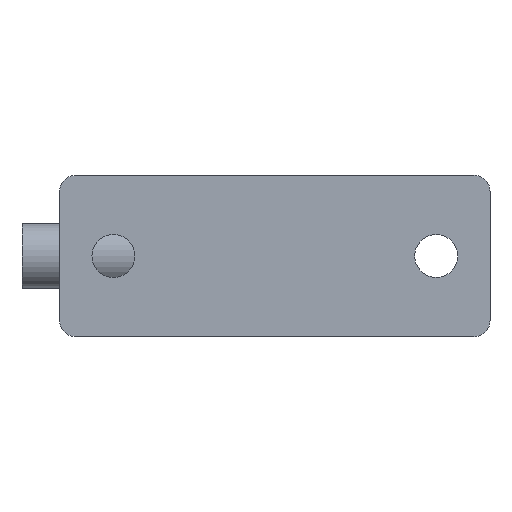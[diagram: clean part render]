
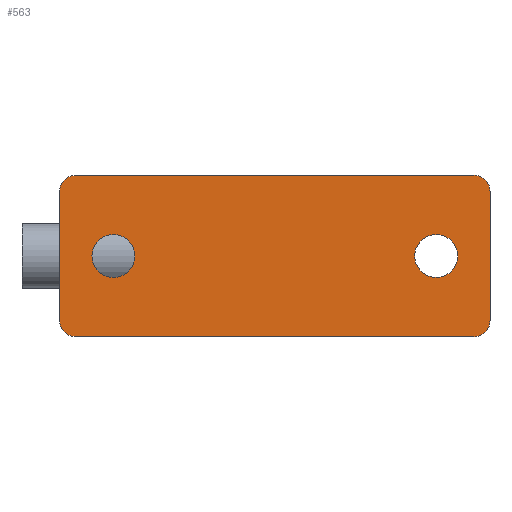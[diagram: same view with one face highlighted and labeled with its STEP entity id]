
A CAD part, left-side view. The second image highlights one B-rep face of the part: STEP entity #563.
In plain terms, the highlighted planar face has unit normal (-1, 0, 0).
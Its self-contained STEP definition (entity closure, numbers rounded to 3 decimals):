
#2 = DIRECTION ( 'NONE',  ( 1., 0., 0. ) ) ;
#5 = CARTESIAN_POINT ( 'NONE',  ( 0., -37., -15. ) ) ;
#19 = CARTESIAN_POINT ( 'NONE',  ( 0., 37., -15. ) ) ;
#24 = ORIENTED_EDGE ( 'NONE', *, *, #463, .F. ) ;
#29 = ORIENTED_EDGE ( 'NONE', *, *, #383, .F. ) ;
#36 = DIRECTION ( 'NONE',  ( 0., 0., -1. ) ) ;
#37 = ORIENTED_EDGE ( 'NONE', *, *, #68, .T. ) ;
#40 = ORIENTED_EDGE ( 'NONE', *, *, #510, .F. ) ;
#52 = EDGE_CURVE ( 'NONE', #641, #518, #571, .T. ) ;
#60 = CARTESIAN_POINT ( 'NONE',  ( 0., 30., 4. ) ) ;
#68 = EDGE_CURVE ( 'NONE', #654, #82, #597, .T. ) ;
#76 = DIRECTION ( 'NONE',  ( 0., 0., -1. ) ) ;
#80 = LINE ( 'NONE', #307, #477 ) ;
#82 = VERTEX_POINT ( 'NONE', #261 ) ;
#87 = EDGE_CURVE ( 'NONE', #350, #253, #102, .T. ) ;
#92 = CARTESIAN_POINT ( 'NONE',  ( 0., 30., 0. ) ) ;
#93 = CARTESIAN_POINT ( 'NONE',  ( 0., -30., -4. ) ) ;
#98 = DIRECTION ( 'NONE',  ( 0., 0., -1. ) ) ;
#102 = LINE ( 'NONE', #502, #309 ) ;
#105 = ORIENTED_EDGE ( 'NONE', *, *, #324, .F. ) ;
#112 = CARTESIAN_POINT ( 'NONE',  ( 0., 37., -12. ) ) ;
#132 = EDGE_CURVE ( 'NONE', #82, #654, #709, .T. ) ;
#138 = DIRECTION ( 'NONE',  ( 0., 0., -1. ) ) ;
#146 = CARTESIAN_POINT ( 'NONE',  ( 0., -40., 12. ) ) ;
#149 = ORIENTED_EDGE ( 'NONE', *, *, #171, .T. ) ;
#155 = CIRCLE ( 'NONE', #635, 3. ) ;
#156 = DIRECTION ( 'NONE',  ( 0., -1., 0. ) ) ;
#170 = VECTOR ( 'NONE', #98, 1000. ) ;
#171 = EDGE_CURVE ( 'NONE', #518, #641, #438, .T. ) ;
#174 = VERTEX_POINT ( 'NONE', #740 ) ;
#175 = CARTESIAN_POINT ( 'NONE',  ( 0., -30., 4. ) ) ;
#178 = CARTESIAN_POINT ( 'NONE',  ( 0., 40., 12. ) ) ;
#192 = LINE ( 'NONE', #585, #331 ) ;
#197 = CARTESIAN_POINT ( 'NONE',  ( 0., -37., -12. ) ) ;
#198 = EDGE_LOOP ( 'NONE', ( #296, #574, #24, #29, #371, #105, #411, #40 ) ) ;
#223 = DIRECTION ( 'NONE',  ( 1., 0., 0. ) ) ;
#235 = CARTESIAN_POINT ( 'NONE',  ( 0., -30., 0. ) ) ;
#249 = ORIENTED_EDGE ( 'NONE', *, *, #52, .T. ) ;
#253 = VERTEX_POINT ( 'NONE', #560 ) ;
#258 = FACE_OUTER_BOUND ( 'NONE', #198, .T. ) ;
#261 = CARTESIAN_POINT ( 'NONE',  ( 0., 30., -4. ) ) ;
#262 = LINE ( 'NONE', #146, #170 ) ;
#263 = AXIS2_PLACEMENT_3D ( 'NONE', #690, #223, #681 ) ;
#268 = CARTESIAN_POINT ( 'NONE',  ( 0., 40., -12. ) ) ;
#283 = DIRECTION ( 'NONE',  ( 1., 0., 0. ) ) ;
#296 = ORIENTED_EDGE ( 'NONE', *, *, #362, .F. ) ;
#307 = CARTESIAN_POINT ( 'NONE',  ( 0., 37., -15. ) ) ;
#309 = VECTOR ( 'NONE', #156, 1000. ) ;
#314 = CARTESIAN_POINT ( 'NONE',  ( 0., -30., 0. ) ) ;
#316 = DIRECTION ( 'NONE',  ( 0., 0., -1. ) ) ;
#320 = PLANE ( 'NONE',  #501 ) ;
#321 = AXIS2_PLACEMENT_3D ( 'NONE', #92, #323, #548 ) ;
#323 = DIRECTION ( 'NONE',  ( 1., 0., 0. ) ) ;
#324 = EDGE_CURVE ( 'NONE', #421, #340, #80, .T. ) ;
#331 = VECTOR ( 'NONE', #640, 1000. ) ;
#340 = VERTEX_POINT ( 'NONE', #19 ) ;
#350 = VERTEX_POINT ( 'NONE', #422 ) ;
#362 = EDGE_CURVE ( 'NONE', #253, #627, #155, .T. ) ;
#371 = ORIENTED_EDGE ( 'NONE', *, *, #679, .F. ) ;
#374 = FACE_BOUND ( 'NONE', #677, .T. ) ;
#383 = EDGE_CURVE ( 'NONE', #492, #615, #192, .T. ) ;
#411 = ORIENTED_EDGE ( 'NONE', *, *, #454, .F. ) ;
#421 = VERTEX_POINT ( 'NONE', #5 ) ;
#422 = CARTESIAN_POINT ( 'NONE',  ( 0., 37., 15. ) ) ;
#427 = DIRECTION ( 'NONE',  ( 0., 0., -1. ) ) ;
#429 = CIRCLE ( 'NONE', #671, 3. ) ;
#438 = CIRCLE ( 'NONE', #622, 4. ) ;
#454 = EDGE_CURVE ( 'NONE', #174, #421, #546, .T. ) ;
#463 = EDGE_CURVE ( 'NONE', #615, #350, #429, .T. ) ;
#471 = CARTESIAN_POINT ( 'NONE',  ( 0., -37., 12. ) ) ;
#477 = VECTOR ( 'NONE', #697, 1000. ) ;
#478 = AXIS2_PLACEMENT_3D ( 'NONE', #112, #2, #507 ) ;
#492 = VERTEX_POINT ( 'NONE', #268 ) ;
#493 = CARTESIAN_POINT ( 'NONE',  ( 0., 37., 12. ) ) ;
#501 = AXIS2_PLACEMENT_3D ( 'NONE', #537, #547, #36 ) ;
#502 = CARTESIAN_POINT ( 'NONE',  ( 0., 37., 15. ) ) ;
#507 = DIRECTION ( 'NONE',  ( 0., 0., 1. ) ) ;
#510 = EDGE_CURVE ( 'NONE', #627, #174, #262, .T. ) ;
#518 = VERTEX_POINT ( 'NONE', #93 ) ;
#537 = CARTESIAN_POINT ( 'NONE',  ( 0., -37., 12. ) ) ;
#542 = DIRECTION ( 'NONE',  ( 1., 0., 0. ) ) ;
#546 = CIRCLE ( 'NONE', #558, 3. ) ;
#547 = DIRECTION ( 'NONE',  ( 1., 0., 0. ) ) ;
#548 = DIRECTION ( 'NONE',  ( 0., 0., -1. ) ) ;
#558 = AXIS2_PLACEMENT_3D ( 'NONE', #197, #653, #138 ) ;
#560 = CARTESIAN_POINT ( 'NONE',  ( 0., -37., 15. ) ) ;
#563 = ADVANCED_FACE ( 'NONE', ( #258, #374, #608 ), #320, .F. ) ;
#571 = CIRCLE ( 'NONE', #683, 4. ) ;
#574 = ORIENTED_EDGE ( 'NONE', *, *, #87, .F. ) ;
#585 = CARTESIAN_POINT ( 'NONE',  ( 0., 40., 12. ) ) ;
#597 = CIRCLE ( 'NONE', #321, 4. ) ;
#608 = FACE_BOUND ( 'NONE', #716, .T. ) ;
#615 = VERTEX_POINT ( 'NONE', #178 ) ;
#622 = AXIS2_PLACEMENT_3D ( 'NONE', #235, #283, #734 ) ;
#627 = VERTEX_POINT ( 'NONE', #689 ) ;
#635 = AXIS2_PLACEMENT_3D ( 'NONE', #471, #648, #76 ) ;
#640 = DIRECTION ( 'NONE',  ( 0., 0., 1. ) ) ;
#641 = VERTEX_POINT ( 'NONE', #175 ) ;
#648 = DIRECTION ( 'NONE',  ( 1., 0., 0. ) ) ;
#653 = DIRECTION ( 'NONE',  ( 1., 0., 0. ) ) ;
#654 = VERTEX_POINT ( 'NONE', #60 ) ;
#671 = AXIS2_PLACEMENT_3D ( 'NONE', #493, #542, #316 ) ;
#677 = EDGE_LOOP ( 'NONE', ( #37, #729 ) ) ;
#679 = EDGE_CURVE ( 'NONE', #340, #492, #745, .T. ) ;
#681 = DIRECTION ( 'NONE',  ( 0., 0., -1. ) ) ;
#683 = AXIS2_PLACEMENT_3D ( 'NONE', #314, #724, #427 ) ;
#689 = CARTESIAN_POINT ( 'NONE',  ( 0., -40., 12. ) ) ;
#690 = CARTESIAN_POINT ( 'NONE',  ( 0., 30., 0. ) ) ;
#697 = DIRECTION ( 'NONE',  ( 0., 1., 0. ) ) ;
#709 = CIRCLE ( 'NONE', #263, 4. ) ;
#716 = EDGE_LOOP ( 'NONE', ( #249, #149 ) ) ;
#724 = DIRECTION ( 'NONE',  ( 1., 0., 0. ) ) ;
#729 = ORIENTED_EDGE ( 'NONE', *, *, #132, .T. ) ;
#734 = DIRECTION ( 'NONE',  ( 0., 0., -1. ) ) ;
#740 = CARTESIAN_POINT ( 'NONE',  ( 0., -40., -12. ) ) ;
#745 = CIRCLE ( 'NONE', #478, 3. ) ;
